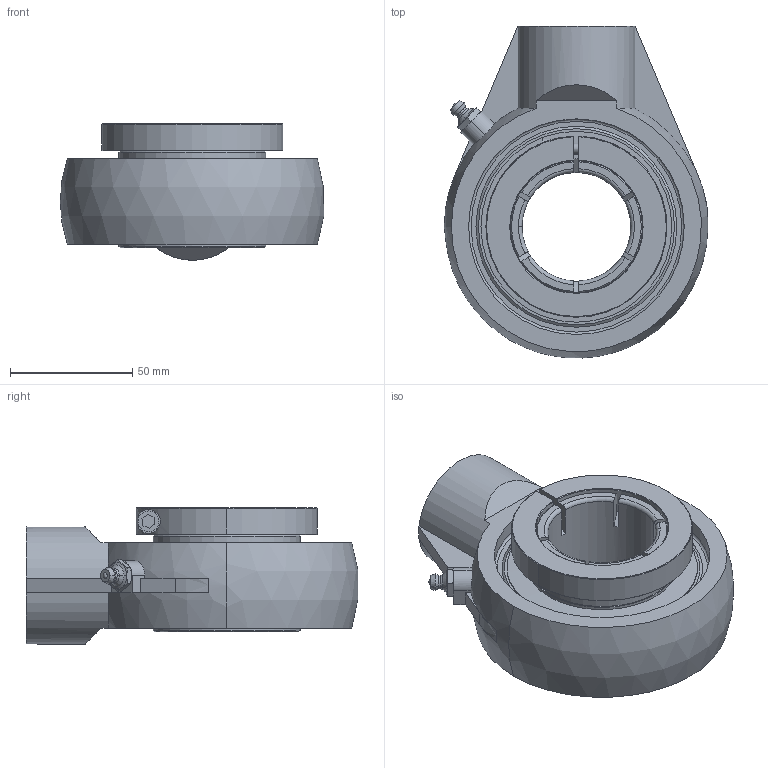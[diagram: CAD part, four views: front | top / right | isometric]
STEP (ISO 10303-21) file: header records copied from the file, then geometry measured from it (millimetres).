
FILE_DESCRIPTION(('HOOPS Exchange Step'),'2;1');
FILE_NAME('export-6E1E6008-2D30-4272-8736-E6D3B8CAFDB5.stp','2019-12-13T13:46:55-08:00',('ibuslach'),('Alibre'),'HOOPS Exchange 2019.2','Alibre','Unknown authorisation');
FILE_SCHEMA( ('AP242_MANAGED_MODEL_BASED_3D_ENGINEERING_MIM_LF {1 0 10303 442 1 1 4 }') );
Length unit declared in the file: centimetre
Products named in the file (8): MRN SHA 209; ZERK 6mm; SUE 209 LOCK RING; SUE 209 SHIELD; SUE 207 BOLT; SUE 209-28 RACES; MRN SUE 209-28; MRN SUEHA 209-28
Assembly tree (8 placements, depth 3):
  MRN SUEHA 209-28
    MRN SHA 209
    ZERK 6mm
    MRN SUE 209-28
      SUE 209 LOCK RING
      SUE 209 SHIELD  x2
      SUE 207 BOLT
      SUE 209-28 RACES
Bounding box: 107.66 x 135.62 x 55.68 mm (x, y, z)
Volume: 249952.9 mm3; surface area: 86704.3 mm2
Topology: 8 solids, 8 shells, 243 faces, 659 edges, 431 vertices
Faces by surface type: plane 86, cylinder 60, cone 54, torus 28, sphere 11, bspline 4
Full cylindrical faces by diameter (mm): 1.976 x2, 4.134 x1, 4.137 x1, 5.8 x1, 6 x2, 8.5 x1, 25.4 x1, 44.45 x1, 60 x4, 61.016 x2, 76 x2, 78 x2, 88.104 x1, 90.104 x1
Entity records: 12460 total; most frequent: CARTESIAN_POINT 6282, DIRECTION 1314, ORIENTED_EDGE 1264, EDGE_CURVE 632, AXIS2_PLACEMENT_3D 543, VERTEX_POINT 417, CIRCLE 285, EDGE_LOOP 261
